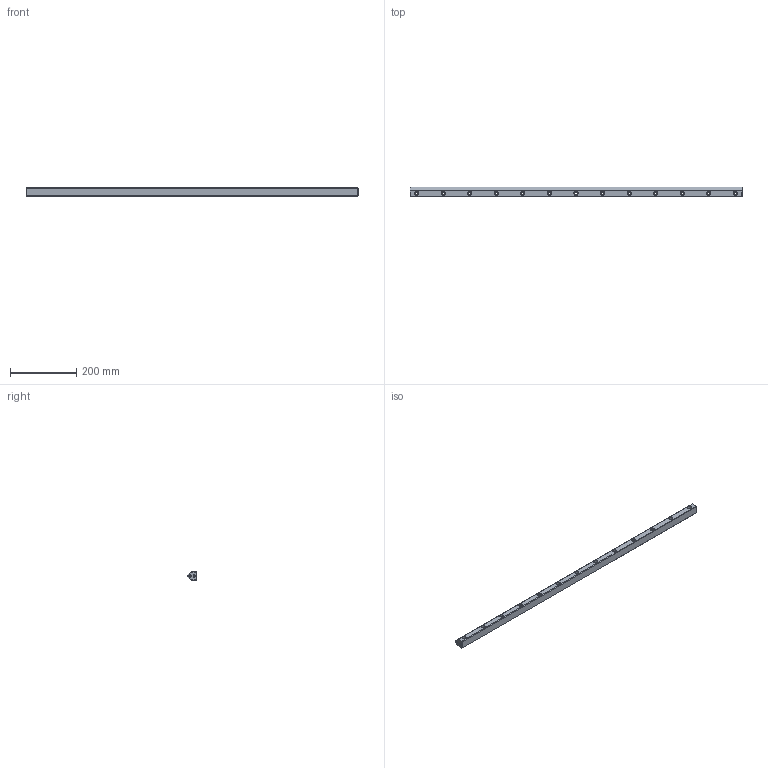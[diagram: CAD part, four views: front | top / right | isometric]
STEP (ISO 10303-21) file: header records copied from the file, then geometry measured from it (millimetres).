
FILE_DESCRIPTION(/* description */ (''),/* implementation_level */ '2;1');
FILE_NAME(/* name */ 'Rail V-5025x1000.stp',/* time_stamp */ '2018-12-03T17:20:23+01:00',/* author */ (''),/* organization */ (''),/* preprocessor_version */ 'ST-DEVELOPER v16.7',/* originating_system */ 'SIEMENS PLM Software NX 12.0',/* authorisation */ '');
FILE_SCHEMA (('AUTOMOTIVE_DESIGN { 1 0 10303 214 3 1 1 1 }'));
Length unit declared in the file: millimetre
Products named in the file (1): 007048_A_1-V-5025_15 x 1000
Bounding box: 1000 x 28 x 25 mm (x, y, z)
Volume: 556213.8 mm3; surface area: 100792.3 mm2
Topology: 1 solids, 1 shells, 95 faces, 223 edges, 143 vertices
Faces by surface type: cone 34, plane 31, cylinder 30
Full cylindrical faces by diameter (mm): 5.188 x4, 7.5 x13, 11.5 x13
Entity records: 2314 total; most frequent: DIRECTION 420, CARTESIAN_POINT 360, ORIENTED_EDGE 276, EDGE_LOOP 198, FACE_BOUND 188, AXIS2_PLACEMENT_3D 186, EDGE_CURVE 138, VERTEX_POINT 126
